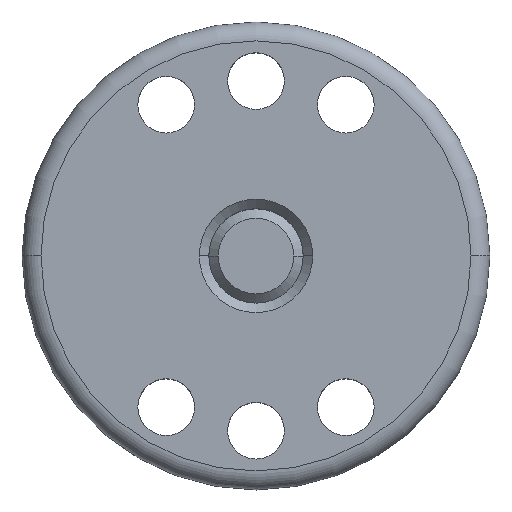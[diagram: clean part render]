
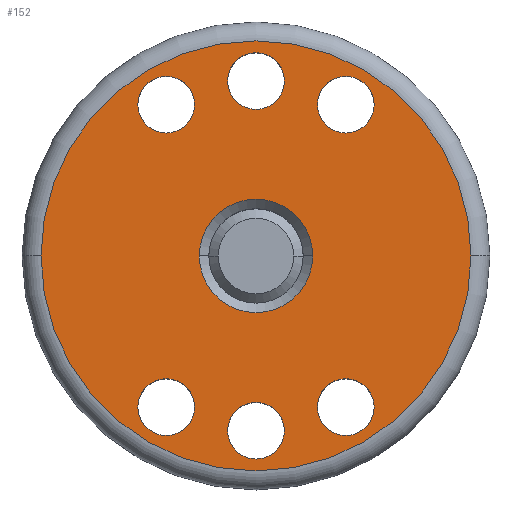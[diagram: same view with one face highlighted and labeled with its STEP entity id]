
A CAD part, top view. The second image highlights one B-rep face of the part: STEP entity #152.
In plain terms, the highlighted planar face has unit normal (0, 0, 1).
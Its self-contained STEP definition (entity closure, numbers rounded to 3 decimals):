
#152=ADVANCED_FACE('',(#320,#321,#322,#323,#324,#325,#326,#327),#328,.T.);
#320=FACE_OUTER_BOUND('',#510,.T.);
#321=FACE_BOUND('',#511,.T.);
#322=FACE_BOUND('',#512,.T.);
#323=FACE_BOUND('',#513,.T.);
#324=FACE_BOUND('',#514,.T.);
#325=FACE_BOUND('',#515,.T.);
#326=FACE_BOUND('',#516,.T.);
#327=FACE_BOUND('',#517,.T.);
#328=PLANE('',#518);
#510=EDGE_LOOP('',(#848,#849));
#511=EDGE_LOOP('',(#850,#851));
#512=EDGE_LOOP('',(#852,#853));
#513=EDGE_LOOP('',(#854,#855));
#514=EDGE_LOOP('',(#856,#857));
#515=EDGE_LOOP('',(#858,#859));
#516=EDGE_LOOP('',(#860,#861));
#517=EDGE_LOOP('',(#862,#863));
#518=AXIS2_PLACEMENT_3D('',#864,#865,#866);
#848=ORIENTED_EDGE('',*,*,#1165,.F.);
#849=ORIENTED_EDGE('',*,*,#1173,.F.);
#850=ORIENTED_EDGE('',*,*,#1174,.T.);
#851=ORIENTED_EDGE('',*,*,#1062,.T.);
#852=ORIENTED_EDGE('',*,*,#1134,.T.);
#853=ORIENTED_EDGE('',*,*,#1125,.T.);
#854=ORIENTED_EDGE('',*,*,#1044,.T.);
#855=ORIENTED_EDGE('',*,*,#1175,.T.);
#856=ORIENTED_EDGE('',*,*,#1176,.T.);
#857=ORIENTED_EDGE('',*,*,#1087,.T.);
#858=ORIENTED_EDGE('',*,*,#1074,.T.);
#859=ORIENTED_EDGE('',*,*,#1177,.T.);
#860=ORIENTED_EDGE('',*,*,#1178,.T.);
#861=ORIENTED_EDGE('',*,*,#1146,.T.);
#862=ORIENTED_EDGE('',*,*,#1054,.F.);
#863=ORIENTED_EDGE('',*,*,#1170,.F.);
#864=CARTESIAN_POINT('',(0.0,0.0,14.5));
#865=DIRECTION('',(0.0,0.0,1.0));
#866=DIRECTION('',(1.0,0.0,0.0));
#1044=EDGE_CURVE('',#1217,#1221,#1223,.T.);
#1054=EDGE_CURVE('',#1239,#1235,#1241,.T.);
#1062=EDGE_CURVE('',#1255,#1253,#1256,.T.);
#1074=EDGE_CURVE('',#1271,#1275,#1277,.T.);
#1087=EDGE_CURVE('',#1298,#1296,#1299,.T.);
#1125=EDGE_CURVE('',#1359,#1357,#1360,.T.);
#1134=EDGE_CURVE('',#1357,#1359,#1371,.T.);
#1146=EDGE_CURVE('',#1384,#1382,#1385,.T.);
#1165=EDGE_CURVE('',#1408,#1406,#1410,.T.);
#1170=EDGE_CURVE('',#1235,#1239,#1415,.T.);
#1173=EDGE_CURVE('',#1406,#1408,#1418,.T.);
#1174=EDGE_CURVE('',#1253,#1255,#1419,.T.);
#1175=EDGE_CURVE('',#1221,#1217,#1420,.T.);
#1176=EDGE_CURVE('',#1296,#1298,#1421,.T.);
#1177=EDGE_CURVE('',#1275,#1271,#1422,.T.);
#1178=EDGE_CURVE('',#1382,#1384,#1423,.T.);
#1217=VERTEX_POINT('',#1466);
#1221=VERTEX_POINT('',#1471);
#1223=CIRCLE('',#1474,3.0);
#1235=VERTEX_POINT('',#1488);
#1239=VERTEX_POINT('',#1493);
#1241=CIRCLE('',#1496,6.0);
#1253=VERTEX_POINT('',#1510);
#1255=VERTEX_POINT('',#1513);
#1256=CIRCLE('',#1514,3.0);
#1271=VERTEX_POINT('',#1530);
#1275=VERTEX_POINT('',#1535);
#1277=CIRCLE('',#1538,3.0);
#1296=VERTEX_POINT('',#1561);
#1298=VERTEX_POINT('',#1564);
#1299=CIRCLE('',#1565,3.0);
#1357=VERTEX_POINT('',#1633);
#1359=VERTEX_POINT('',#1636);
#1360=CIRCLE('',#1637,3.0);
#1371=CIRCLE('',#1651,3.0);
#1382=VERTEX_POINT('',#1666);
#1384=VERTEX_POINT('',#1669);
#1385=CIRCLE('',#1670,3.0);
#1406=VERTEX_POINT('',#1697);
#1408=VERTEX_POINT('',#1699);
#1410=CIRCLE('',#1701,22.75);
#1415=CIRCLE('',#1706,6.0);
#1418=CIRCLE('',#1709,22.75);
#1419=CIRCLE('',#1710,3.0);
#1420=CIRCLE('',#1711,3.0);
#1421=CIRCLE('',#1712,3.0);
#1422=CIRCLE('',#1713,3.0);
#1423=CIRCLE('',#1714,3.0);
#1466=CARTESIAN_POINT('',(-6.5,-16.0,14.5));
#1471=CARTESIAN_POINT('',(-12.5,-16.0,14.5));
#1474=AXIS2_PLACEMENT_3D('',#1768,#1769,#1770);
#1488=CARTESIAN_POINT('',(-6.0,0.,14.5));
#1493=CARTESIAN_POINT('',(6.0,0.,14.5));
#1496=AXIS2_PLACEMENT_3D('',#1784,#1785,#1786);
#1510=CARTESIAN_POINT('',(12.5,-16.0,14.5));
#1513=CARTESIAN_POINT('',(6.5,-16.0,14.5));
#1514=AXIS2_PLACEMENT_3D('',#1796,#1797,#1798);
#1530=CARTESIAN_POINT('',(3.0,18.5,14.5));
#1535=CARTESIAN_POINT('',(-3.0,18.5,14.5));
#1538=AXIS2_PLACEMENT_3D('',#1820,#1821,#1822);
#1561=CARTESIAN_POINT('',(-6.5,16.0,14.5));
#1564=CARTESIAN_POINT('',(-12.5,16.0,14.5));
#1565=AXIS2_PLACEMENT_3D('',#1840,#1841,#1842);
#1633=CARTESIAN_POINT('',(3.0,-18.5,14.5));
#1636=CARTESIAN_POINT('',(-3.0,-18.5,14.5));
#1637=AXIS2_PLACEMENT_3D('',#1914,#1915,#1916);
#1651=AXIS2_PLACEMENT_3D('',#1926,#1927,#1928);
#1666=CARTESIAN_POINT('',(12.5,16.0,14.5));
#1669=CARTESIAN_POINT('',(6.5,16.0,14.5));
#1670=AXIS2_PLACEMENT_3D('',#1940,#1941,#1942);
#1697=CARTESIAN_POINT('',(-22.75,0.,14.5));
#1699=CARTESIAN_POINT('',(22.75,0.0,14.5));
#1701=AXIS2_PLACEMENT_3D('',#1967,#1968,#1969);
#1706=AXIS2_PLACEMENT_3D('',#1973,#1974,#1975);
#1709=AXIS2_PLACEMENT_3D('',#1979,#1980,#1981);
#1710=AXIS2_PLACEMENT_3D('',#1982,#1983,#1984);
#1711=AXIS2_PLACEMENT_3D('',#1985,#1986,#1987);
#1712=AXIS2_PLACEMENT_3D('',#1988,#1989,#1990);
#1713=AXIS2_PLACEMENT_3D('',#1991,#1992,#1993);
#1714=AXIS2_PLACEMENT_3D('',#1994,#1995,#1996);
#1768=CARTESIAN_POINT('',(-9.5,-16.0,14.5));
#1769=DIRECTION('',(0.0,0.0,-1.0));
#1770=DIRECTION('',(1.0,0.0,0.0));
#1784=CARTESIAN_POINT('',(0.0,0.0,14.5));
#1785=DIRECTION('',(0.0,0.0,1.0));
#1786=DIRECTION('',(-1.0,0.0,0.0));
#1796=CARTESIAN_POINT('',(9.5,-16.0,14.5));
#1797=DIRECTION('',(0.0,0.0,-1.0));
#1798=DIRECTION('',(1.0,0.0,0.0));
#1820=CARTESIAN_POINT('',(0.0,18.5,14.5));
#1821=DIRECTION('',(0.0,0.0,-1.0));
#1822=DIRECTION('',(1.0,0.0,0.0));
#1840=CARTESIAN_POINT('',(-9.5,16.0,14.5));
#1841=DIRECTION('',(0.0,0.0,-1.0));
#1842=DIRECTION('',(1.0,0.0,0.0));
#1914=CARTESIAN_POINT('',(0.0,-18.5,14.5));
#1915=DIRECTION('',(0.0,0.0,-1.0));
#1916=DIRECTION('',(1.0,0.0,0.0));
#1926=CARTESIAN_POINT('',(0.0,-18.5,14.5));
#1927=DIRECTION('',(0.0,0.0,-1.0));
#1928=DIRECTION('',(1.0,0.0,0.0));
#1940=CARTESIAN_POINT('',(9.5,16.0,14.5));
#1941=DIRECTION('',(0.0,0.0,-1.0));
#1942=DIRECTION('',(1.0,0.0,0.0));
#1967=CARTESIAN_POINT('',(0.0,0.0,14.5));
#1968=DIRECTION('',(-0.0,0.0,-1.0));
#1969=DIRECTION('',(-1.0,0.,0.0));
#1973=CARTESIAN_POINT('',(0.0,0.0,14.5));
#1974=DIRECTION('',(0.0,0.0,1.0));
#1975=DIRECTION('',(-1.0,0.0,0.0));
#1979=CARTESIAN_POINT('',(0.0,0.0,14.5));
#1980=DIRECTION('',(-0.0,0.0,-1.0));
#1981=DIRECTION('',(-1.0,0.,0.0));
#1982=CARTESIAN_POINT('',(9.5,-16.0,14.5));
#1983=DIRECTION('',(0.0,0.0,-1.0));
#1984=DIRECTION('',(1.0,0.0,0.0));
#1985=CARTESIAN_POINT('',(-9.5,-16.0,14.5));
#1986=DIRECTION('',(0.0,0.0,-1.0));
#1987=DIRECTION('',(1.0,0.0,0.0));
#1988=CARTESIAN_POINT('',(-9.5,16.0,14.5));
#1989=DIRECTION('',(0.0,0.0,-1.0));
#1990=DIRECTION('',(1.0,0.0,0.0));
#1991=CARTESIAN_POINT('',(0.0,18.5,14.5));
#1992=DIRECTION('',(0.0,0.0,-1.0));
#1993=DIRECTION('',(1.0,0.0,0.0));
#1994=CARTESIAN_POINT('',(9.5,16.0,14.5));
#1995=DIRECTION('',(0.0,0.0,-1.0));
#1996=DIRECTION('',(1.0,0.0,0.0));
